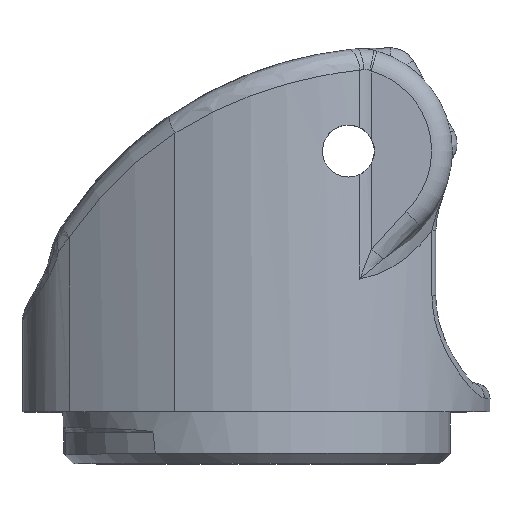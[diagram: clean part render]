
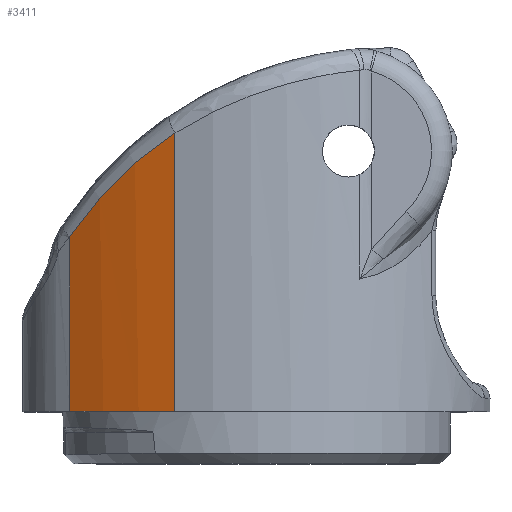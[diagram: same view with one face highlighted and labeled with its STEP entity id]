
A CAD part, left-side view. The second image highlights one B-rep face of the part: STEP entity #3411.
In plain terms, the highlighted cylindrical face has radius 100 mm (diameter 200 mm), a partial arc.
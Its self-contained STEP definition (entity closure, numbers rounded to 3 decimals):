
#296=LINE('',#6657,#523);
#308=LINE('',#7306,#535);
#523=VECTOR('',#4287,10.);
#535=VECTOR('',#4353,10.);
#698=CYLINDRICAL_SURFACE('',#3706,100.);
#848=FACE_OUTER_BOUND('',#1053,.T.);
#1053=EDGE_LOOP('',(#2833,#2834,#2835,#2836));
#1237=CIRCLE('',#3707,100.);
#1362=B_SPLINE_CURVE_WITH_KNOTS('',3,(#7008,#7009,#7010,#7011,#7012,#7013,
#7014,#7015,#7016,#7017,#7018,#7019,#7020,#7021,#7022,#7023,#7024,#7025,
#7026,#7027,#7028,#7029,#7030,#7031,#7032,#7033,#7034,#7035,#7036,#7037,
#7038),.UNSPECIFIED.,.F.,.F.,(4,3,3,3,3,3,3,3,3,3,4),(-2.971,
-2.635,-2.306,-1.985,-1.669,
-1.359,-1.052,-0.751,-0.453,-0.158,
0.),.UNSPECIFIED.);
#1598=VERTEX_POINT('',#6648);
#1599=VERTEX_POINT('',#6656);
#1625=VERTEX_POINT('',#6980);
#1635=VERTEX_POINT('',#7305);
#2024=EDGE_CURVE('',#1599,#1598,#296,.T.);
#2062=EDGE_CURVE('',#1625,#1598,#1362,.T.);
#2080=EDGE_CURVE('',#1635,#1625,#308,.T.);
#2081=EDGE_CURVE('',#1635,#1599,#1237,.T.);
#2833=ORIENTED_EDGE('',*,*,#2062,.F.);
#2834=ORIENTED_EDGE('',*,*,#2080,.F.);
#2835=ORIENTED_EDGE('',*,*,#2081,.T.);
#2836=ORIENTED_EDGE('',*,*,#2024,.T.);
#3411=ADVANCED_FACE('',(#848),#698,.T.);
#3706=AXIS2_PLACEMENT_3D('',#7304,#4351,#4352);
#3707=AXIS2_PLACEMENT_3D('',#7307,#4354,#4355);
#4287=DIRECTION('',(0.002,0.,1.));
#4351=DIRECTION('center_axis',(0.002,0.,
1.));
#4352=DIRECTION('ref_axis',(-0.768,0.64,0.001));
#4353=DIRECTION('',(0.002,0.,1.));
#4354=DIRECTION('center_axis',(0.002,0.,
1.));
#4355=DIRECTION('ref_axis',(-0.768,0.64,0.001));
#6648=CARTESIAN_POINT('',(-42.061,15.683,63.619));
#6656=CARTESIAN_POINT('',(-42.16,15.682,10.099));
#6657=CARTESIAN_POINT('',(-42.16,15.682,10.099));
#6980=CARTESIAN_POINT('',(-31.822,35.927,43.666));
#7008=CARTESIAN_POINT('Ctrl Pts',(-31.822,35.927,43.666));
#7009=CARTESIAN_POINT('Ctrl Pts',(-32.215,35.329,44.55));
#7010=CARTESIAN_POINT('Ctrl Pts',(-32.611,34.712,45.421));
#7011=CARTESIAN_POINT('Ctrl Pts',(-33.01,34.075,46.279));
#7012=CARTESIAN_POINT('Ctrl Pts',(-33.401,33.451,47.119));
#7013=CARTESIAN_POINT('Ctrl Pts',(-33.794,32.809,47.946));
#7014=CARTESIAN_POINT('Ctrl Pts',(-34.187,32.149,48.759));
#7015=CARTESIAN_POINT('Ctrl Pts',(-34.57,31.506,49.55));
#7016=CARTESIAN_POINT('Ctrl Pts',(-34.954,30.845,50.328));
#7017=CARTESIAN_POINT('Ctrl Pts',(-35.336,30.168,51.093));
#7018=CARTESIAN_POINT('Ctrl Pts',(-35.713,29.501,51.845));
#7019=CARTESIAN_POINT('Ctrl Pts',(-36.089,28.818,52.584));
#7020=CARTESIAN_POINT('Ctrl Pts',(-36.463,28.118,53.31));
#7021=CARTESIAN_POINT('Ctrl Pts',(-36.832,27.429,54.024));
#7022=CARTESIAN_POINT('Ctrl Pts',(-37.198,26.724,54.726));
#7023=CARTESIAN_POINT('Ctrl Pts',(-37.562,26.003,55.414));
#7024=CARTESIAN_POINT('Ctrl Pts',(-37.921,25.292,56.092));
#7025=CARTESIAN_POINT('Ctrl Pts',(-38.277,24.565,56.757));
#7026=CARTESIAN_POINT('Ctrl Pts',(-38.628,23.824,57.409));
#7027=CARTESIAN_POINT('Ctrl Pts',(-38.974,23.096,58.049));
#7028=CARTESIAN_POINT('Ctrl Pts',(-39.315,22.354,58.676));
#7029=CARTESIAN_POINT('Ctrl Pts',(-39.652,21.598,59.289));
#7030=CARTESIAN_POINT('Ctrl Pts',(-39.985,20.849,59.896));
#7031=CARTESIAN_POINT('Ctrl Pts',(-40.313,20.086,60.49));
#7032=CARTESIAN_POINT('Ctrl Pts',(-40.636,19.309,61.071));
#7033=CARTESIAN_POINT('Ctrl Pts',(-40.954,18.543,61.644));
#7034=CARTESIAN_POINT('Ctrl Pts',(-41.267,17.763,62.204));
#7035=CARTESIAN_POINT('Ctrl Pts',(-41.573,16.971,62.75));
#7036=CARTESIAN_POINT('Ctrl Pts',(-41.737,16.545,63.044));
#7037=CARTESIAN_POINT('Ctrl Pts',(-41.9,16.116,63.333));
#7038=CARTESIAN_POINT('Ctrl Pts',(-42.061,15.683,63.619));
#7304=CARTESIAN_POINT('Origin',(51.571,-19.166,9.924));
#7305=CARTESIAN_POINT('',(-31.884,35.926,10.079));
#7306=CARTESIAN_POINT('',(-31.884,35.926,10.079));
#7307=CARTESIAN_POINT('Origin',(51.571,-19.166,9.924));
